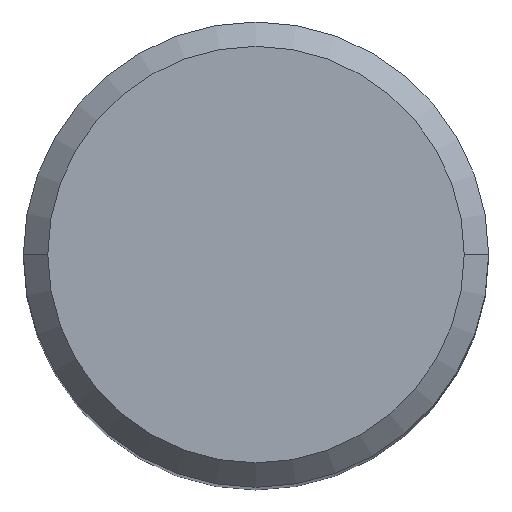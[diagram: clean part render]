
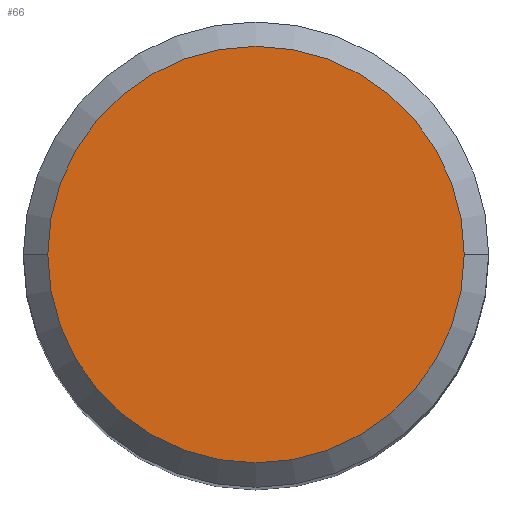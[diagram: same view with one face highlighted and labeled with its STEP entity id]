
A CAD part, top view. The second image highlights one B-rep face of the part: STEP entity #66.
In plain terms, the highlighted planar face has unit normal (0, 0, 1).
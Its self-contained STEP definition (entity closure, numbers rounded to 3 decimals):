
#53=PLANE('',#477);
#66=ADVANCED_FACE('',(#89),#53,.F.);
#89=FACE_OUTER_BOUND('',#110,.T.);
#110=EDGE_LOOP('',(#142,#143,#144,#145));
#142=ORIENTED_EDGE('',*,*,#243,.F.);
#143=ORIENTED_EDGE('',*,*,#244,.F.);
#144=ORIENTED_EDGE('',*,*,#245,.F.);
#145=ORIENTED_EDGE('',*,*,#246,.F.);
#215=VERTEX_POINT('',#764);
#216=VERTEX_POINT('',#765);
#217=VERTEX_POINT('',#767);
#218=VERTEX_POINT('',#769);
#243=EDGE_CURVE('',#215,#216,#291,.T.);
#244=EDGE_CURVE('',#217,#215,#292,.T.);
#245=EDGE_CURVE('',#218,#217,#293,.T.);
#246=EDGE_CURVE('',#216,#218,#294,.T.);
#291=CIRCLE('',#473,8.525);
#292=CIRCLE('',#474,8.525);
#293=CIRCLE('',#475,8.525);
#294=CIRCLE('',#476,8.525);
#473=AXIS2_PLACEMENT_3D('',#763,#564,#565);
#474=AXIS2_PLACEMENT_3D('',#766,#566,#567);
#475=AXIS2_PLACEMENT_3D('',#768,#568,#569);
#476=AXIS2_PLACEMENT_3D('',#770,#570,#571);
#477=AXIS2_PLACEMENT_3D('',#771,#572,#573);
#564=DIRECTION('',(0.,0.,-1.));
#565=DIRECTION('',(0.,-1.,0.));
#566=DIRECTION('',(0.,0.,-1.));
#567=DIRECTION('',(1.,0.,0.));
#568=DIRECTION('',(0.,0.,-1.));
#569=DIRECTION('',(0.,1.,0.));
#570=DIRECTION('',(0.,0.,-1.));
#571=DIRECTION('',(-1.,0.,0.));
#572=DIRECTION('',(0.,0.,-1.));
#573=DIRECTION('',(1.,0.,0.));
#763=CARTESIAN_POINT('',(0.,0.,0.));
#764=CARTESIAN_POINT('',(0.,-8.525,0.));
#765=CARTESIAN_POINT('',(-8.525,0.,0.));
#766=CARTESIAN_POINT('',(0.,0.,0.));
#767=CARTESIAN_POINT('',(8.525,0.,0.));
#768=CARTESIAN_POINT('',(0.,0.,0.));
#769=CARTESIAN_POINT('',(0.,8.525,0.));
#770=CARTESIAN_POINT('',(0.,0.,0.));
#771=CARTESIAN_POINT('',(0.,0.,0.));
